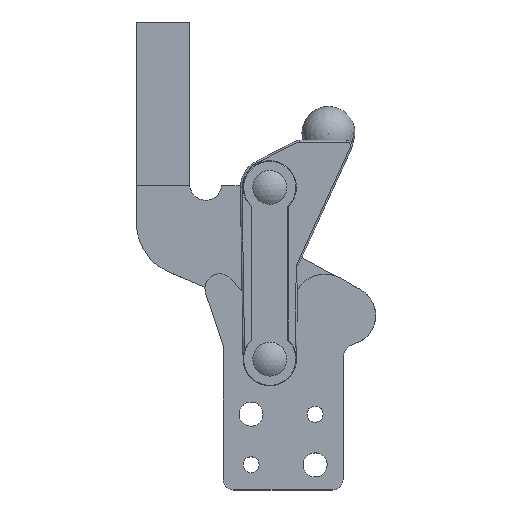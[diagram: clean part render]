
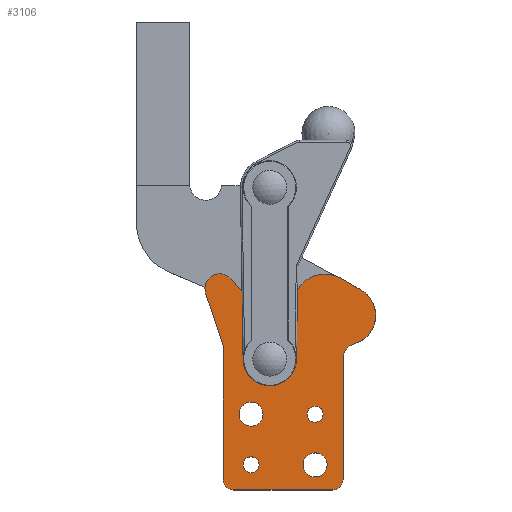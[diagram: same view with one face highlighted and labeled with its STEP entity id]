
A CAD part, top view. The second image highlights one B-rep face of the part: STEP entity #3106.
In plain terms, the highlighted planar face has unit normal (0, 0, 1).
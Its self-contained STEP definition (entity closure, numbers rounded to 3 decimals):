
#183=FACE_BOUND('',#474,.T.);
#184=FACE_BOUND('',#475,.T.);
#185=FACE_BOUND('',#476,.T.);
#186=FACE_BOUND('',#477,.T.);
#187=FACE_BOUND('',#478,.T.);
#281=FACE_OUTER_BOUND('',#473,.T.);
#473=EDGE_LOOP('',(#2138,#2139,#2140,#2141,#2142,#2143,#2144,#2145,#2146,
#2147,#2148,#2149,#2150));
#474=EDGE_LOOP('',(#2151));
#475=EDGE_LOOP('',(#2152));
#476=EDGE_LOOP('',(#2153));
#477=EDGE_LOOP('',(#2154));
#478=EDGE_LOOP('',(#2155));
#763=CIRCLE('',#3310,6.);
#764=CIRCLE('',#3311,11.);
#765=CIRCLE('',#3312,12.);
#766=CIRCLE('',#3313,12.);
#767=CIRCLE('',#3314,5.5);
#768=CIRCLE('',#3315,4.);
#769=CIRCLE('',#3316,4.);
#770=CIRCLE('',#3317,4.);
#771=CIRCLE('',#3318,4.5);
#772=CIRCLE('',#3319,3.);
#773=CIRCLE('',#3320,3.);
#774=CIRCLE('',#3321,4.5);
#928=LINE('',#4651,#1160);
#929=LINE('',#4657,#1161);
#930=LINE('',#4663,#1162);
#931=LINE('',#4667,#1163);
#932=LINE('',#4669,#1164);
#933=LINE('',#4673,#1165);
#1160=VECTOR('',#3681,45.092);
#1161=VECTOR('',#3686,8.65);
#1162=VECTOR('',#3691,8.8);
#1163=VECTOR('',#3694,20.825);
#1164=VECTOR('',#3695,50.);
#1165=VECTOR('',#3698,37.);
#1392=VERTEX_POINT('',#4649);
#1393=VERTEX_POINT('',#4650);
#1394=VERTEX_POINT('',#4652);
#1395=VERTEX_POINT('',#4654);
#1396=VERTEX_POINT('',#4656);
#1397=VERTEX_POINT('',#4658);
#1398=VERTEX_POINT('',#4660);
#1399=VERTEX_POINT('',#4662);
#1400=VERTEX_POINT('',#4664);
#1401=VERTEX_POINT('',#4666);
#1402=VERTEX_POINT('',#4668);
#1403=VERTEX_POINT('',#4670);
#1404=VERTEX_POINT('',#4672);
#1405=VERTEX_POINT('',#4675);
#1406=VERTEX_POINT('',#4677);
#1407=VERTEX_POINT('',#4679);
#1408=VERTEX_POINT('',#4681);
#1409=VERTEX_POINT('',#4683);
#1701=EDGE_CURVE('',#1392,#1393,#928,.T.);
#1702=EDGE_CURVE('',#1394,#1392,#763,.T.);
#1703=EDGE_CURVE('',#1395,#1394,#764,.T.);
#1704=EDGE_CURVE('',#1396,#1395,#929,.T.);
#1705=EDGE_CURVE('',#1397,#1396,#765,.T.);
#1706=EDGE_CURVE('',#1398,#1397,#766,.T.);
#1707=EDGE_CURVE('',#1399,#1398,#930,.T.);
#1708=EDGE_CURVE('',#1400,#1399,#767,.T.);
#1709=EDGE_CURVE('',#1401,#1400,#931,.T.);
#1710=EDGE_CURVE('',#1402,#1401,#932,.T.);
#1711=EDGE_CURVE('',#1403,#1402,#768,.T.);
#1712=EDGE_CURVE('',#1404,#1403,#933,.T.);
#1713=EDGE_CURVE('',#1393,#1404,#769,.T.);
#1714=EDGE_CURVE('',#1405,#1405,#770,.T.);
#1715=EDGE_CURVE('',#1406,#1406,#771,.T.);
#1716=EDGE_CURVE('',#1407,#1407,#772,.T.);
#1717=EDGE_CURVE('',#1408,#1408,#773,.T.);
#1718=EDGE_CURVE('',#1409,#1409,#774,.T.);
#2138=ORIENTED_EDGE('',*,*,#1701,.F.);
#2139=ORIENTED_EDGE('',*,*,#1702,.F.);
#2140=ORIENTED_EDGE('',*,*,#1703,.F.);
#2141=ORIENTED_EDGE('',*,*,#1704,.F.);
#2142=ORIENTED_EDGE('',*,*,#1705,.F.);
#2143=ORIENTED_EDGE('',*,*,#1706,.F.);
#2144=ORIENTED_EDGE('',*,*,#1707,.F.);
#2145=ORIENTED_EDGE('',*,*,#1708,.F.);
#2146=ORIENTED_EDGE('',*,*,#1709,.F.);
#2147=ORIENTED_EDGE('',*,*,#1710,.F.);
#2148=ORIENTED_EDGE('',*,*,#1711,.F.);
#2149=ORIENTED_EDGE('',*,*,#1712,.F.);
#2150=ORIENTED_EDGE('',*,*,#1713,.F.);
#2151=ORIENTED_EDGE('',*,*,#1714,.F.);
#2152=ORIENTED_EDGE('',*,*,#1715,.T.);
#2153=ORIENTED_EDGE('',*,*,#1716,.T.);
#2154=ORIENTED_EDGE('',*,*,#1717,.T.);
#2155=ORIENTED_EDGE('',*,*,#1718,.T.);
#3012=PLANE('',#3309);
#3106=ADVANCED_FACE('',(#281,#183,#184,#185,#186,#187),#3012,.T.);
#3309=AXIS2_PLACEMENT_3D('',#4648,#3679,#3680);
#3310=AXIS2_PLACEMENT_3D('',#4653,#3682,#3683);
#3311=AXIS2_PLACEMENT_3D('',#4655,#3684,#3685);
#3312=AXIS2_PLACEMENT_3D('',#4659,#3687,#3688);
#3313=AXIS2_PLACEMENT_3D('',#4661,#3689,#3690);
#3314=AXIS2_PLACEMENT_3D('',#4665,#3692,#3693);
#3315=AXIS2_PLACEMENT_3D('',#4671,#3696,#3697);
#3316=AXIS2_PLACEMENT_3D('',#4674,#3699,#3700);
#3317=AXIS2_PLACEMENT_3D('',#4676,#3701,#3702);
#3318=AXIS2_PLACEMENT_3D('',#4678,#3703,#3704);
#3319=AXIS2_PLACEMENT_3D('',#4680,#3705,#3706);
#3320=AXIS2_PLACEMENT_3D('',#4682,#3707,#3708);
#3321=AXIS2_PLACEMENT_3D('',#4684,#3709,#3710);
#3679=DIRECTION('center_axis',(0.,0.,
1.));
#3680=DIRECTION('ref_axis',(1.,0.,0.));
#3681=DIRECTION('',(0.,-1.,0.));
#3682=DIRECTION('center_axis',(0.,0.,
1.));
#3683=DIRECTION('ref_axis',(0.282,-0.959,0.));
#3684=DIRECTION('center_axis',(0.,0.,
-1.));
#3685=DIRECTION('ref_axis',(0.282,-0.959,0.));
#3686=DIRECTION('',(0.863,-0.504,0.));
#3687=DIRECTION('center_axis',(0.,0.,
-1.));
#3688=DIRECTION('ref_axis',(0.504,0.863,0.));
#3689=DIRECTION('center_axis',(0.,0.,
1.));
#3690=DIRECTION('ref_axis',(0.731,0.682,0.));
#3691=DIRECTION('',(0.682,-0.731,0.));
#3692=DIRECTION('center_axis',(0.,0.,
-1.));
#3693=DIRECTION('ref_axis',(0.731,0.682,0.));
#3694=DIRECTION('',(-0.313,0.95,0.));
#3695=DIRECTION('',(0.,1.,0.));
#3696=DIRECTION('center_axis',(0.,0.,
-1.));
#3697=DIRECTION('ref_axis',(-1.,0.,0.));
#3698=DIRECTION('',(-1.,0.,0.));
#3699=DIRECTION('center_axis',(0.,0.,
-1.));
#3700=DIRECTION('ref_axis',(0.,-1.,0.));
#3701=DIRECTION('center_axis',(0.,0.,
1.));
#3702=DIRECTION('ref_axis',(1.,0.,0.));
#3703=DIRECTION('center_axis',(0.,0.,
-1.));
#3704=DIRECTION('ref_axis',(-1.,0.,0.));
#3705=DIRECTION('center_axis',(0.,0.,
-1.));
#3706=DIRECTION('ref_axis',(-1.,0.,0.));
#3707=DIRECTION('center_axis',(0.,0.,
-1.));
#3708=DIRECTION('ref_axis',(-1.,0.,0.));
#3709=DIRECTION('center_axis',(0.,0.,
-1.));
#3710=DIRECTION('ref_axis',(-1.,0.,0.));
#4648=CARTESIAN_POINT('Origin',(-4.364,10.868,10.556));
#4649=CARTESIAN_POINT('',(17.386,17.232,10.556));
#4650=CARTESIAN_POINT('',(17.386,-27.86,10.556));
#4651=CARTESIAN_POINT('',(17.386,-27.86,10.556));
#4652=CARTESIAN_POINT('',(21.692,22.988,10.556));
#4653=CARTESIAN_POINT('Origin',(23.386,17.232,10.556));
#4654=CARTESIAN_POINT('',(24.135,43.038,10.556));
#4655=CARTESIAN_POINT('Origin',(18.586,33.54,10.556));
#4656=CARTESIAN_POINT('',(16.666,47.402,10.556));
#4657=CARTESIAN_POINT('',(24.135,43.038,10.556));
#4658=CARTESIAN_POINT('',(0.249,43.09,10.556));
#4659=CARTESIAN_POINT('Origin',(10.612,37.04,10.556));
#4660=CARTESIAN_POINT('',(-18.89,40.956,10.556));
#4661=CARTESIAN_POINT('Origin',(-10.114,49.14,10.556));
#4662=CARTESIAN_POINT('',(-24.892,47.391,10.556));
#4663=CARTESIAN_POINT('',(-18.89,40.956,10.556));
#4664=CARTESIAN_POINT('',(-34.137,41.917,10.556));
#4665=CARTESIAN_POINT('Origin',(-28.914,43.64,10.556));
#4666=CARTESIAN_POINT('',(-27.614,22.14,10.556));
#4667=CARTESIAN_POINT('',(-34.137,41.917,10.556));
#4668=CARTESIAN_POINT('',(-27.614,-27.86,10.556));
#4669=CARTESIAN_POINT('',(-27.614,22.14,10.556));
#4670=CARTESIAN_POINT('',(-23.614,-31.86,10.556));
#4671=CARTESIAN_POINT('Origin',(-23.614,-27.86,10.556));
#4672=CARTESIAN_POINT('',(13.386,-31.86,10.556));
#4673=CARTESIAN_POINT('',(-23.614,-31.86,10.556));
#4674=CARTESIAN_POINT('Origin',(13.386,-27.86,10.556));
#4675=CARTESIAN_POINT('',(-14.114,17.14,10.556));
#4676=CARTESIAN_POINT('Origin',(-10.114,17.14,10.556));
#4677=CARTESIAN_POINT('',(11.386,-22.46,10.556));
#4678=CARTESIAN_POINT('Origin',(6.886,-22.46,10.556));
#4679=CARTESIAN_POINT('',(-14.114,-22.46,10.556));
#4680=CARTESIAN_POINT('Origin',(-17.114,-22.46,10.556));
#4681=CARTESIAN_POINT('',(9.886,-3.46,10.556));
#4682=CARTESIAN_POINT('Origin',(6.886,-3.46,10.556));
#4683=CARTESIAN_POINT('',(-12.614,-3.46,10.556));
#4684=CARTESIAN_POINT('Origin',(-17.114,-3.46,10.556));
